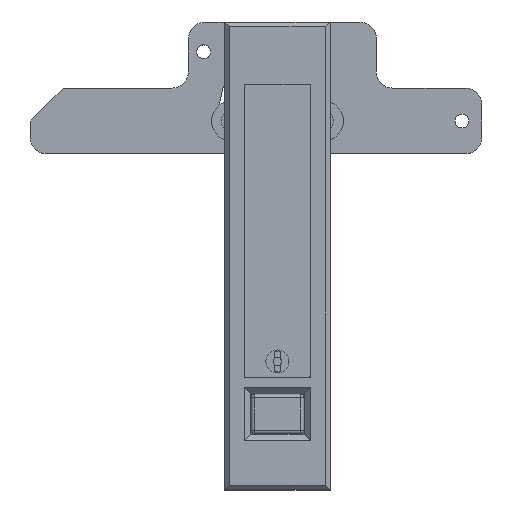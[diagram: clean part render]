
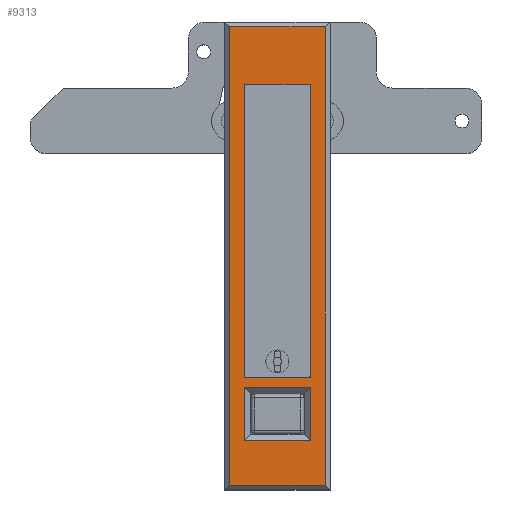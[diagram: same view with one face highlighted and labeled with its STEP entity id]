
A CAD part, top view. The second image highlights one B-rep face of the part: STEP entity #9313.
In plain terms, the highlighted planar face has unit normal (0, 0, 1).
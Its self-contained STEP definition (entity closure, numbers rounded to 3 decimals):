
#146 = EDGE_CURVE ( 'NONE', #7393, #7397, #9586, .T. ) ;
#405 = VECTOR ( 'NONE', #2863, 1000. ) ;
#428 = EDGE_CURVE ( 'NONE', #5734, #1774, #2966, .T. ) ;
#433 = CARTESIAN_POINT ( 'NONE',  ( -10., -78., 3. ) ) ;
#435 = VECTOR ( 'NONE', #5697, 1000. ) ;
#439 = VECTOR ( 'NONE', #861, 1000. ) ;
#474 = DIRECTION ( 'NONE',  ( 0., 1., 0. ) ) ;
#699 = VECTOR ( 'NONE', #6585, 1000. ) ;
#861 = DIRECTION ( 'NONE',  ( 0., -1., 0. ) ) ;
#1208 = EDGE_CURVE ( 'NONE', #5062, #7393, #10287, .T. ) ;
#1220 = EDGE_CURVE ( 'NONE', #2644, #5062, #5352, .T. ) ;
#1657 = LINE ( 'NONE', #433, #2676 ) ;
#1694 = CARTESIAN_POINT ( 'NONE',  ( -10.1, 30., 3. ) ) ;
#1774 = VERTEX_POINT ( 'NONE', #3510 ) ;
#1880 = ORIENTED_EDGE ( 'NONE', *, *, #1208, .T. ) ;
#2120 = CARTESIAN_POINT ( 'NONE',  ( 10., -78., 3. ) ) ;
#2570 = ORIENTED_EDGE ( 'NONE', *, *, #428, .T. ) ;
#2644 = VERTEX_POINT ( 'NONE', #8229 ) ;
#2676 = VECTOR ( 'NONE', #11300, 1000. ) ;
#2863 = DIRECTION ( 'NONE',  ( 0., 1., 0. ) ) ;
#2959 = CARTESIAN_POINT ( 'NONE',  ( 14.5, 28.5, 3. ) ) ;
#2966 = LINE ( 'NONE', #1694, #3361 ) ;
#3106 = CARTESIAN_POINT ( 'NONE',  ( -14.5, -110.5, 3. ) ) ;
#3176 = ORIENTED_EDGE ( 'NONE', *, *, #146, .T. ) ;
#3189 = FACE_OUTER_BOUND ( 'NONE', #11564, .T. ) ;
#3202 = DIRECTION ( 'NONE',  ( -1., 0., 0. ) ) ;
#3331 = DIRECTION ( 'NONE',  ( -1., 0., 0. ) ) ;
#3361 = VECTOR ( 'NONE', #474, 1000. ) ;
#3375 = LINE ( 'NONE', #2120, #439 ) ;
#3510 = CARTESIAN_POINT ( 'NONE',  ( -10.1, -80.9, 3. ) ) ;
#3581 = VECTOR ( 'NONE', #7092, 1000. ) ;
#3726 = EDGE_CURVE ( 'NONE', #11792, #9849, #1657, .T. ) ;
#4048 = EDGE_LOOP ( 'NONE', ( #11037, #8327, #2570, #7996 ) ) ;
#4123 = CARTESIAN_POINT ( 'NONE',  ( 14.5, 30., 3. ) ) ;
#4333 = CARTESIAN_POINT ( 'NONE',  ( -14.5, 28.5, 3. ) ) ;
#4390 = CARTESIAN_POINT ( 'NONE',  ( 10., -78., 3. ) ) ;
#4421 = DIRECTION ( 'NONE',  ( 0., 0., -1. ) ) ;
#4550 = CARTESIAN_POINT ( 'NONE',  ( -16., -97.1, 3. ) ) ;
#4556 = DIRECTION ( 'NONE',  ( 0., -1., 0. ) ) ;
#4577 = VECTOR ( 'NONE', #8815, 1000. ) ;
#4645 = EDGE_CURVE ( 'NONE', #9849, #7779, #11272, .T. ) ;
#4709 = VERTEX_POINT ( 'NONE', #6691 ) ;
#4755 = FACE_BOUND ( 'NONE', #4048, .T. ) ;
#5062 = VERTEX_POINT ( 'NONE', #2959 ) ;
#5222 = EDGE_CURVE ( 'NONE', #8512, #8681, #7043, .T. ) ;
#5273 = ORIENTED_EDGE ( 'NONE', *, *, #9375, .T. ) ;
#5352 = LINE ( 'NONE', #4123, #405 ) ;
#5413 = ORIENTED_EDGE ( 'NONE', *, *, #9372, .T. ) ;
#5635 = ORIENTED_EDGE ( 'NONE', *, *, #1220, .T. ) ;
#5684 = CARTESIAN_POINT ( 'NONE',  ( -16., 30., 3. ) ) ;
#5697 = DIRECTION ( 'NONE',  ( 1., 0., 0. ) ) ;
#5734 = VERTEX_POINT ( 'NONE', #12034 ) ;
#5820 = CARTESIAN_POINT ( 'NONE',  ( 10.1, 30., 3. ) ) ;
#5850 = CARTESIAN_POINT ( 'NONE',  ( -10., -78., 3. ) ) ;
#5906 = ORIENTED_EDGE ( 'NONE', *, *, #11389, .T. ) ;
#6231 = EDGE_LOOP ( 'NONE', ( #7624, #7464, #5413, #5273 ) ) ;
#6585 = DIRECTION ( 'NONE',  ( -1., 0., 0. ) ) ;
#6691 = CARTESIAN_POINT ( 'NONE',  ( 10., 11., 3. ) ) ;
#6933 = CARTESIAN_POINT ( 'NONE',  ( -16., -80.9, 3. ) ) ;
#7039 = LINE ( 'NONE', #4550, #7171 ) ;
#7043 = LINE ( 'NONE', #5820, #8087 ) ;
#7082 = DIRECTION ( 'NONE',  ( 1., 0., 0. ) ) ;
#7092 = DIRECTION ( 'NONE',  ( 0., -1., 0. ) ) ;
#7171 = VECTOR ( 'NONE', #3331, 1000. ) ;
#7393 = VERTEX_POINT ( 'NONE', #4333 ) ;
#7397 = VERTEX_POINT ( 'NONE', #3106 ) ;
#7464 = ORIENTED_EDGE ( 'NONE', *, *, #3726, .F. ) ;
#7544 = FACE_BOUND ( 'NONE', #6231, .T. ) ;
#7624 = ORIENTED_EDGE ( 'NONE', *, *, #4645, .F. ) ;
#7779 = VERTEX_POINT ( 'NONE', #4390 ) ;
#7832 = CARTESIAN_POINT ( 'NONE',  ( -16., 28.5, 3. ) ) ;
#7996 = ORIENTED_EDGE ( 'NONE', *, *, #10604, .T. ) ;
#8087 = VECTOR ( 'NONE', #4556, 1000. ) ;
#8153 = PLANE ( 'NONE',  #8186 ) ;
#8164 = LINE ( 'NONE', #6933, #435 ) ;
#8186 = AXIS2_PLACEMENT_3D ( 'NONE', #5684, #4421, #3202 ) ;
#8229 = CARTESIAN_POINT ( 'NONE',  ( 14.5, -110.5, 3. ) ) ;
#8322 = CARTESIAN_POINT ( 'NONE',  ( -10., 11., 3. ) ) ;
#8327 = ORIENTED_EDGE ( 'NONE', *, *, #11562, .T. ) ;
#8332 = CARTESIAN_POINT ( 'NONE',  ( -14.5, 30., 3. ) ) ;
#8512 = VERTEX_POINT ( 'NONE', #8541 ) ;
#8541 = CARTESIAN_POINT ( 'NONE',  ( 10.1, -80.9, 3. ) ) ;
#8681 = VERTEX_POINT ( 'NONE', #11135 ) ;
#8815 = DIRECTION ( 'NONE',  ( 1., 0., 0. ) ) ;
#9284 = VECTOR ( 'NONE', #9374, 1000. ) ;
#9313 = ADVANCED_FACE ( 'NONE', ( #3189, #4755, #7544 ), #8153, .F. ) ;
#9372 = EDGE_CURVE ( 'NONE', #11792, #4709, #9571, .T. ) ;
#9374 = DIRECTION ( 'NONE',  ( 1., 0., 0. ) ) ;
#9375 = EDGE_CURVE ( 'NONE', #4709, #7779, #3375, .T. ) ;
#9571 = LINE ( 'NONE', #8322, #11904 ) ;
#9586 = LINE ( 'NONE', #8332, #3581 ) ;
#9849 = VERTEX_POINT ( 'NONE', #5850 ) ;
#10029 = CARTESIAN_POINT ( 'NONE',  ( -10., -78., 3. ) ) ;
#10287 = LINE ( 'NONE', #7832, #699 ) ;
#10537 = CARTESIAN_POINT ( 'NONE',  ( -10., 11., 3. ) ) ;
#10604 = EDGE_CURVE ( 'NONE', #1774, #8512, #8164, .T. ) ;
#10622 = CARTESIAN_POINT ( 'NONE',  ( -16., -110.5, 3. ) ) ;
#11037 = ORIENTED_EDGE ( 'NONE', *, *, #5222, .T. ) ;
#11135 = CARTESIAN_POINT ( 'NONE',  ( 10.1, -97.1, 3. ) ) ;
#11272 = LINE ( 'NONE', #10029, #4577 ) ;
#11300 = DIRECTION ( 'NONE',  ( 0., -1., 0. ) ) ;
#11389 = EDGE_CURVE ( 'NONE', #7397, #2644, #11834, .T. ) ;
#11562 = EDGE_CURVE ( 'NONE', #8681, #5734, #7039, .T. ) ;
#11564 = EDGE_LOOP ( 'NONE', ( #3176, #5906, #5635, #1880 ) ) ;
#11792 = VERTEX_POINT ( 'NONE', #10537 ) ;
#11834 = LINE ( 'NONE', #10622, #9284 ) ;
#11904 = VECTOR ( 'NONE', #7082, 1000. ) ;
#12034 = CARTESIAN_POINT ( 'NONE',  ( -10.1, -97.1, 3. ) ) ;
